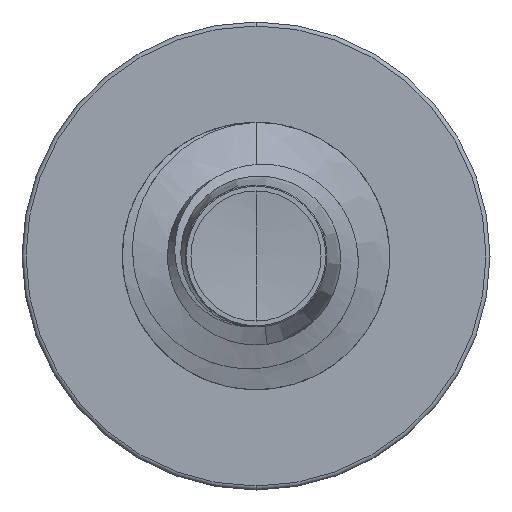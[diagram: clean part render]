
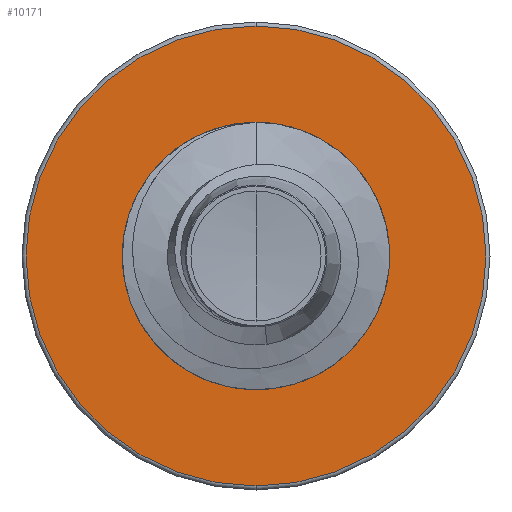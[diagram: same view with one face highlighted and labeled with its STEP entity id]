
A CAD part, front view. The second image highlights one B-rep face of the part: STEP entity #10171.
In plain terms, the highlighted planar face has unit normal (0, -1, 0).
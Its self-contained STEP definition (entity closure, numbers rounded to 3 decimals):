
#356 = CARTESIAN_POINT ( 'NONE',  ( 0., 20., 0. ) ) ;
#1430 = DIRECTION ( 'NONE',  ( 0., 1., 0. ) ) ;
#1825 = AXIS2_PLACEMENT_3D ( 'NONE', #5608, #14665, #7114 ) ;
#2046 = DIRECTION ( 'NONE',  ( 0., 0., 1. ) ) ;
#2062 = CARTESIAN_POINT ( 'NONE',  ( 0., 20., 0. ) ) ;
#2544 = CARTESIAN_POINT ( 'NONE',  ( 0., 20., 3.694 ) ) ;
#2699 = VERTEX_POINT ( 'NONE', #13059 ) ;
#2994 = AXIS2_PLACEMENT_3D ( 'NONE', #356, #11099, #2046 ) ;
#3446 = VERTEX_POINT ( 'NONE', #3601 ) ;
#3601 = CARTESIAN_POINT ( 'NONE',  ( 0., 20., 6.88 ) ) ;
#3776 = DIRECTION ( 'NONE',  ( 0., 0., 1. ) ) ;
#4016 = EDGE_LOOP ( 'NONE', ( #9027, #9454 ) ) ;
#4170 = CIRCLE ( 'NONE', #1825, 6.88 ) ;
#5608 = CARTESIAN_POINT ( 'NONE',  ( 0., 20., 0. ) ) ;
#5819 = CARTESIAN_POINT ( 'NONE',  ( 0., 20., 0. ) ) ;
#6825 = CARTESIAN_POINT ( 'NONE',  ( 0., 20., -6.88 ) ) ;
#7114 = DIRECTION ( 'NONE',  ( 0., 0., 1. ) ) ;
#7325 = DIRECTION ( 'NONE',  ( 0., 0., 1. ) ) ;
#7786 = CARTESIAN_POINT ( 'NONE',  ( 0., 20., -3.694 ) ) ;
#7918 = AXIS2_PLACEMENT_3D ( 'NONE', #7786, #1430, #11813 ) ;
#8653 = ORIENTED_EDGE ( 'NONE', *, *, #11855, .T. ) ;
#9027 = ORIENTED_EDGE ( 'NONE', *, *, #14303, .F. ) ;
#9454 = ORIENTED_EDGE ( 'NONE', *, *, #15692, .F. ) ;
#9547 = CIRCLE ( 'NONE', #12044, 3.694 ) ;
#10171 = ADVANCED_FACE ( 'NONE', ( #11946, #11243 ), #10635, .F. ) ;
#10635 = PLANE ( 'NONE',  #7918 ) ;
#10668 = CIRCLE ( 'NONE', #2994, 6.88 ) ;
#11099 = DIRECTION ( 'NONE',  ( 0., 1., 0. ) ) ;
#11243 = FACE_BOUND ( 'NONE', #14624, .T. ) ;
#11813 = DIRECTION ( 'NONE',  ( 0., 0., 1. ) ) ;
#11855 = EDGE_CURVE ( 'NONE', #2699, #15298, #15417, .T. ) ;
#11946 = FACE_OUTER_BOUND ( 'NONE', #4016, .T. ) ;
#12013 = VERTEX_POINT ( 'NONE', #6825 ) ;
#12044 = AXIS2_PLACEMENT_3D ( 'NONE', #5819, #14815, #7325 ) ;
#12247 = DIRECTION ( 'NONE',  ( 0., 1., 0. ) ) ;
#12742 = AXIS2_PLACEMENT_3D ( 'NONE', #2062, #12247, #3776 ) ;
#13059 = CARTESIAN_POINT ( 'NONE',  ( 0., 20., -3.694 ) ) ;
#13750 = ORIENTED_EDGE ( 'NONE', *, *, #15243, .T. ) ;
#14303 = EDGE_CURVE ( 'NONE', #3446, #12013, #10668, .T. ) ;
#14624 = EDGE_LOOP ( 'NONE', ( #13750, #8653 ) ) ;
#14665 = DIRECTION ( 'NONE',  ( 0., 1., 0. ) ) ;
#14815 = DIRECTION ( 'NONE',  ( 0., 1., 0. ) ) ;
#15243 = EDGE_CURVE ( 'NONE', #15298, #2699, #9547, .T. ) ;
#15298 = VERTEX_POINT ( 'NONE', #2544 ) ;
#15417 = CIRCLE ( 'NONE', #12742, 3.694 ) ;
#15692 = EDGE_CURVE ( 'NONE', #12013, #3446, #4170, .T. ) ;
